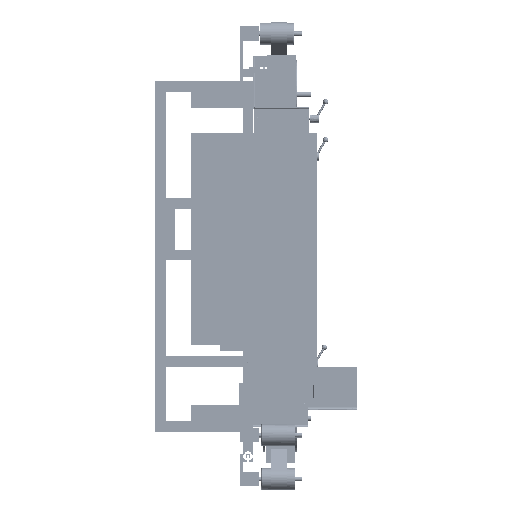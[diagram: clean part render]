
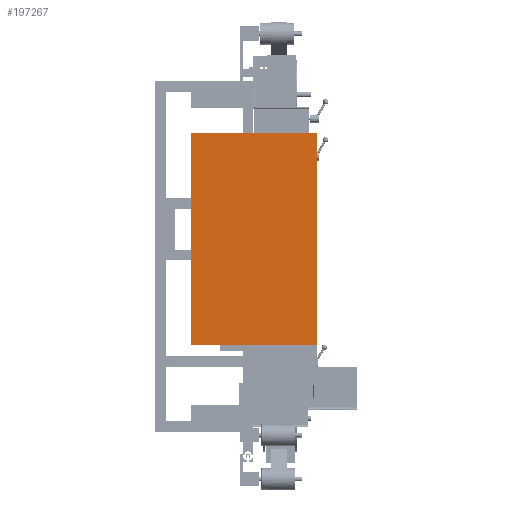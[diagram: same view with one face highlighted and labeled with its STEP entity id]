
A CAD part, front view. The second image highlights one B-rep face of the part: STEP entity #197267.
In plain terms, the highlighted free-form (B-spline) face has degree [1, 1] with [2, 2] control points.
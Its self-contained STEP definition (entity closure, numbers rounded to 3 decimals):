
#197169 = VERTEX_POINT('',#197170);
#197170 = CARTESIAN_POINT('',(150.297,-121.436,
    -550.));
#197175 = EDGE_CURVE('',#197176,#197169,#197178,.T.);
#197176 = VERTEX_POINT('',#197177);
#197177 = CARTESIAN_POINT('',(-356.139,-121.436,
    -550.));
#197178 = B_SPLINE_CURVE_WITH_KNOTS('',1,(#197179,#197180),
  .UNSPECIFIED.,.F.,.F.,(2,2),(-465.,0.),.PIECEWISE_BEZIER_KNOTS.);
#197179 = CARTESIAN_POINT('',(-356.139,-121.436,
    -550.));
#197180 = CARTESIAN_POINT('',(150.297,-121.436,
    -550.));
#197203 = VERTEX_POINT('',#197204);
#197204 = CARTESIAN_POINT('',(150.297,-121.436,
    299.505));
#197209 = EDGE_CURVE('',#197169,#197203,#197210,.T.);
#197210 = B_SPLINE_CURVE_WITH_KNOTS('',1,(#197211,#197212),
  .UNSPECIFIED.,.F.,.F.,(2,2),(0.,780.),.PIECEWISE_BEZIER_KNOTS.);
#197211 = CARTESIAN_POINT('',(150.297,-121.436,
    -550.));
#197212 = CARTESIAN_POINT('',(150.297,-121.436,
    299.505));
#197231 = VERTEX_POINT('',#197232);
#197232 = CARTESIAN_POINT('',(-356.139,-121.436,
    299.505));
#197237 = EDGE_CURVE('',#197203,#197231,#197238,.T.);
#197238 = B_SPLINE_CURVE_WITH_KNOTS('',1,(#197239,#197240),
  .UNSPECIFIED.,.F.,.F.,(2,2),(0.,465.),.PIECEWISE_BEZIER_KNOTS.);
#197239 = CARTESIAN_POINT('',(150.297,-121.436,
    299.505));
#197240 = CARTESIAN_POINT('',(-356.139,-121.436,
    299.505));
#197257 = EDGE_CURVE('',#197231,#197176,#197258,.T.);
#197258 = B_SPLINE_CURVE_WITH_KNOTS('',1,(#197259,#197260),
  .UNSPECIFIED.,.F.,.F.,(2,2),(-780.,0.),.PIECEWISE_BEZIER_KNOTS.);
#197259 = CARTESIAN_POINT('',(-356.139,-121.436,
    299.505));
#197260 = CARTESIAN_POINT('',(-356.139,-121.436,
    -550.));
#197267 = ADVANCED_FACE('',(#197268),#197274,.F.);
#197268 = FACE_BOUND('',#197269,.T.);
#197269 = EDGE_LOOP('',(#197270,#197271,#197272,#197273));
#197270 = ORIENTED_EDGE('',*,*,#197175,.T.);
#197271 = ORIENTED_EDGE('',*,*,#197209,.T.);
#197272 = ORIENTED_EDGE('',*,*,#197237,.T.);
#197273 = ORIENTED_EDGE('',*,*,#197257,.T.);
#197274 = B_SPLINE_SURFACE_WITH_KNOTS('',1,1,(
    (#197275,#197276)
    ,(#197277,#197278
    )),.UNSPECIFIED.,.F.,.F.,.F.,(2,2),(2,2),(-327.,138.),(-275.,505.),
  .PIECEWISE_BEZIER_KNOTS.);
#197275 = CARTESIAN_POINT('',(-356.139,-121.436,
    299.505));
#197276 = CARTESIAN_POINT('',(-356.139,-121.436,
    -550.));
#197277 = CARTESIAN_POINT('',(150.297,-121.436,
    299.505));
#197278 = CARTESIAN_POINT('',(150.297,-121.436,
    -550.));
